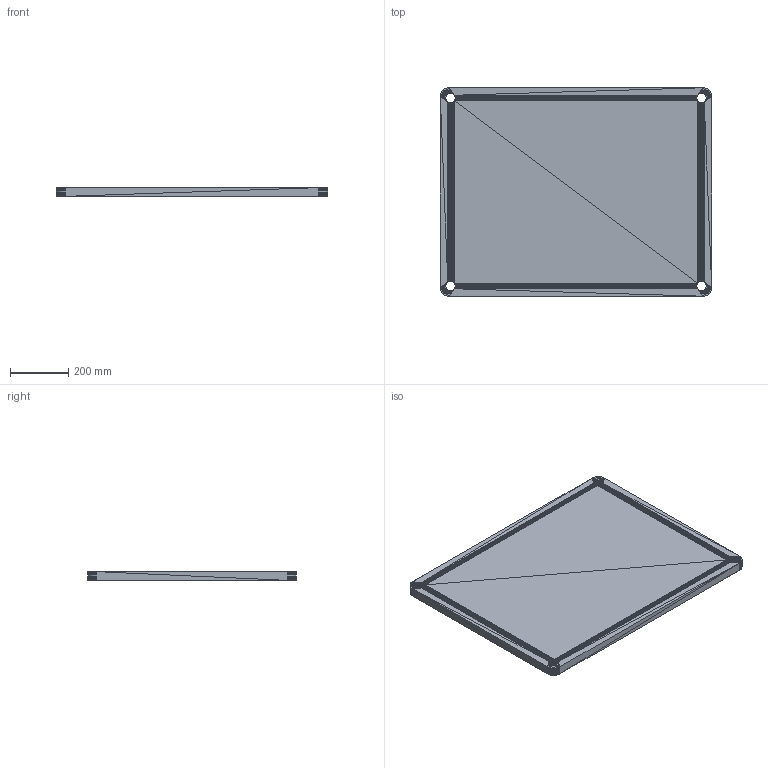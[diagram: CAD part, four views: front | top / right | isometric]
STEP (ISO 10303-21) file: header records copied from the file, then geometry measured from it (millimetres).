
FILE_DESCRIPTION(('STEP AP214'),'1');
FILE_NAME('result.stp','2026-02-11T21:44:02',(' '),(' '),'Spatial InterOp 3D',' ',' ');
FILE_SCHEMA(('automotive_design'));
Length unit declared in the file: metre
Products named in the file (1): Root
Bounding box: 931 x 715 x 30 mm (x, y, z)
Surface area: 1432622.5 mm2 (no closed solid volume)
Topology: 0 solids, 1228 shells, 1228 faces, 3684 edges, 1824 vertices
Faces by surface type: plane 1228
Entity records: 40512 total; most frequent: DIRECTION 6142, ORIENTED_EDGE 3684, EDGE_CURVE 3684, LINE 3684, VECTOR 3684, CARTESIAN_POINT 1825, VERTEX_POINT 1824, AXIS2_PLACEMENT_3D 1229
